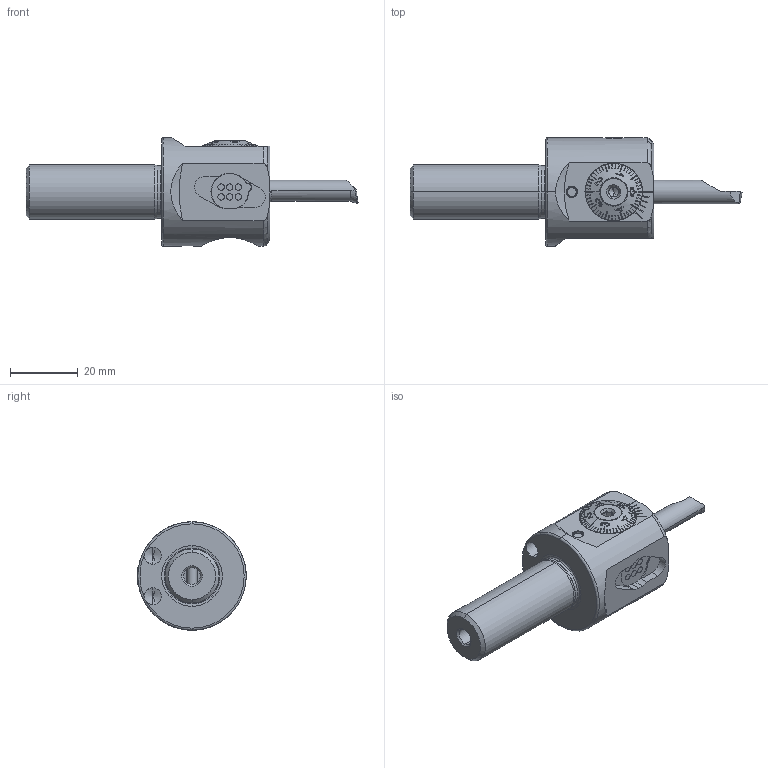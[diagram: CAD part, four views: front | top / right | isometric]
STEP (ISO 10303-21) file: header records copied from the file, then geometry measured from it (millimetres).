
FILE_DESCRIPTION (( 'STEP AP203' ), '1' );
FILE_NAME ('B06.016.032.032.STEP', '2018-02-20T12:21:14', ( 'SWIAdmin' ), ( 'Hewlett-Packard Company' ), 'SwSTEP 2.0', 'SolidWorks 2017', '' );
FILE_SCHEMA (( 'CONFIG_CONTROL_DESIGN' ));
Length unit declared in the file: millimetre
Products named in the file (19): A32-BG2.014.010_A; Mini_Schaft_7; Fxx-MAB.xxx.xxx_A_F32x1.3; DIN 3771 - 15x1; B06.016.032.032; A32-BG1.DA2.017; F32-BG2.017.003_A; A32-BG3.006.024_A; ISO 4026 - M6 x 5_PreviewCfg; WCA-ER2.001.007_A; Axx-BG4.003.xxx_A_A32; A32-BG2.009.004_A; SH2-A32.DA1.032_A; Klebstoff D6; A32-BG1.010.045_A_M8x0.25; A32-BG1.DA1.017_A; F32-BG2.017.004_A; PEE-DA1.011.026_A; ISO 4026 - M6 x 10
Assembly tree (19 placements, depth 3):
  B06.016.032.032
    SH2-A32.DA1.032_A
    A32-BG1.DA2.017
      A32-BG1.DA1.017_A
      A32-BG2.014.010_A
      DIN 3771 - 15x1
      F32-BG2.017.003_A
      F32-BG2.017.004_A
      A32-BG2.009.004_A
      A32-BG1.010.045_A_M8x0.25
      ISO 4026 - M6 x 10  x2
      Fxx-MAB.xxx.xxx_A_F32x1.3
    A32-BG3.006.024_A
    ISO 4026 - M6 x 5_PreviewCfg
    WCA-ER2.001.007_A
    Axx-BG4.003.xxx_A_A32
    Klebstoff D6
    PEE-DA1.011.026_A
    Mini_Schaft_7
Bounding box: 98 x 32 x 32 mm (x, y, z)
Volume: 28567.1 mm3; surface area: 17901 mm2
Topology: 18 solids, 18 shells, 822 faces, 2107 edges, 1332 vertices
Faces by surface type: plane 360, cylinder 180, cone 176, torus 59, bspline 45, sphere 2
Entity records: 35955 total; most frequent: CARTESIAN_POINT 15123, ORIENTED_EDGE 4126, DIRECTION 3641, EDGE_CURVE 2063, AXIS2_PLACEMENT_3D 1402, VERTEX_POINT 1312, EDGE_LOOP 863, VECTOR 837
